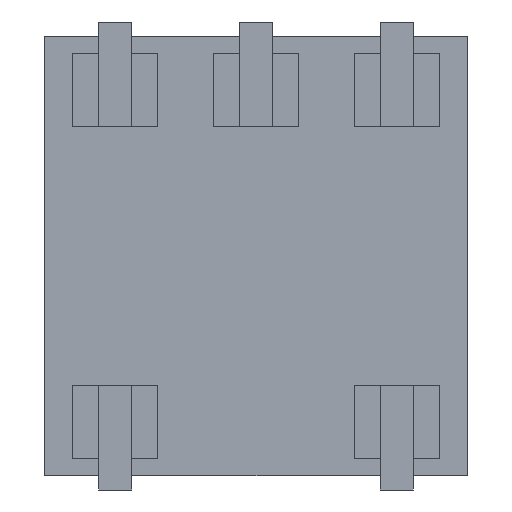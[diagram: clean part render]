
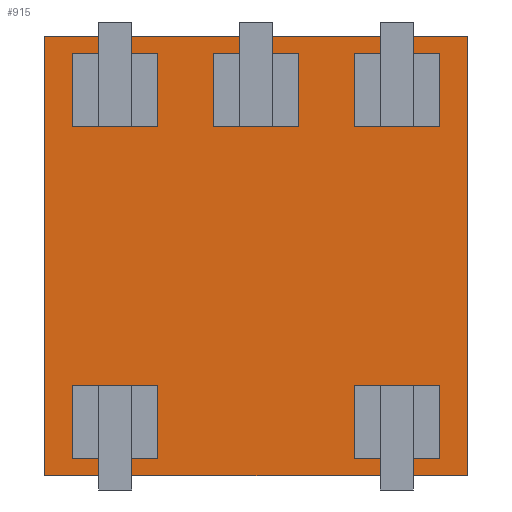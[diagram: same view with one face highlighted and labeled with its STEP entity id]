
A CAD part, front view. The second image highlights one B-rep face of the part: STEP entity #915.
In plain terms, the highlighted planar face has unit normal (0, -1, 0).
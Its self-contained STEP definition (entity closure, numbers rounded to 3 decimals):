
#1 = DIRECTION ( 'NONE',  ( 0., 0., -1. ) ) ;
#61 = EDGE_CURVE ( 'NONE', #21041, #15877, #12540, .T. ) ;
#644 = ORIENTED_EDGE ( 'NONE', *, *, #13427, .F. ) ;
#915 = ADVANCED_FACE ( 'NONE', ( #20415 ), #6580, .T. ) ;
#2049 = VECTOR ( 'NONE', #15547, 1000. ) ;
#3880 = VECTOR ( 'NONE', #21056, 1000. ) ;
#3887 = CARTESIAN_POINT ( 'NONE',  ( -1.905, 0., -1.98 ) ) ;
#4109 = CARTESIAN_POINT ( 'NONE',  ( -1.905, 0., 1.98 ) ) ;
#4909 = ORIENTED_EDGE ( 'NONE', *, *, #7120, .F. ) ;
#5831 = VERTEX_POINT ( 'NONE', #6688 ) ;
#6580 = PLANE ( 'NONE',  #17738 ) ;
#6688 = CARTESIAN_POINT ( 'NONE',  ( -1.905, 0., 1.98 ) ) ;
#6757 = LINE ( 'NONE', #15420, #13807 ) ;
#6928 = DIRECTION ( 'NONE',  ( -1., 0., 0. ) ) ;
#7120 = EDGE_CURVE ( 'NONE', #7465, #21041, #6757, .T. ) ;
#7465 = VERTEX_POINT ( 'NONE', #18094 ) ;
#8860 = ORIENTED_EDGE ( 'NONE', *, *, #15001, .F. ) ;
#9013 = LINE ( 'NONE', #20617, #3880 ) ;
#9114 = ORIENTED_EDGE ( 'NONE', *, *, #61, .F. ) ;
#10284 = CARTESIAN_POINT ( 'NONE',  ( 0., 0., 0. ) ) ;
#11275 = VECTOR ( 'NONE', #6928, 1000. ) ;
#12540 = LINE ( 'NONE', #3887, #11275 ) ;
#13330 = DIRECTION ( 'NONE',  ( 0., -1., 0. ) ) ;
#13427 = EDGE_CURVE ( 'NONE', #15877, #5831, #19631, .T. ) ;
#13807 = VECTOR ( 'NONE', #1, 1000. ) ;
#15001 = EDGE_CURVE ( 'NONE', #5831, #7465, #9013, .T. ) ;
#15420 = CARTESIAN_POINT ( 'NONE',  ( 1.905, 0., 1.98 ) ) ;
#15547 = DIRECTION ( 'NONE',  ( 0., 0., 1. ) ) ;
#15877 = VERTEX_POINT ( 'NONE', #18995 ) ;
#16330 = CARTESIAN_POINT ( 'NONE',  ( 1.905, 0., -1.98 ) ) ;
#17738 = AXIS2_PLACEMENT_3D ( 'NONE', #10284, #13330, #20189 ) ;
#18094 = CARTESIAN_POINT ( 'NONE',  ( 1.905, 0., 1.98 ) ) ;
#18995 = CARTESIAN_POINT ( 'NONE',  ( -1.905, 0., -1.98 ) ) ;
#19631 = LINE ( 'NONE', #4109, #2049 ) ;
#20189 = DIRECTION ( 'NONE',  ( 0., 0., -1. ) ) ;
#20415 = FACE_OUTER_BOUND ( 'NONE', #20478, .T. ) ;
#20478 = EDGE_LOOP ( 'NONE', ( #4909, #8860, #644, #9114 ) ) ;
#20617 = CARTESIAN_POINT ( 'NONE',  ( -1.905, 0., 1.98 ) ) ;
#21041 = VERTEX_POINT ( 'NONE', #16330 ) ;
#21056 = DIRECTION ( 'NONE',  ( 1., 0., 0. ) ) ;
